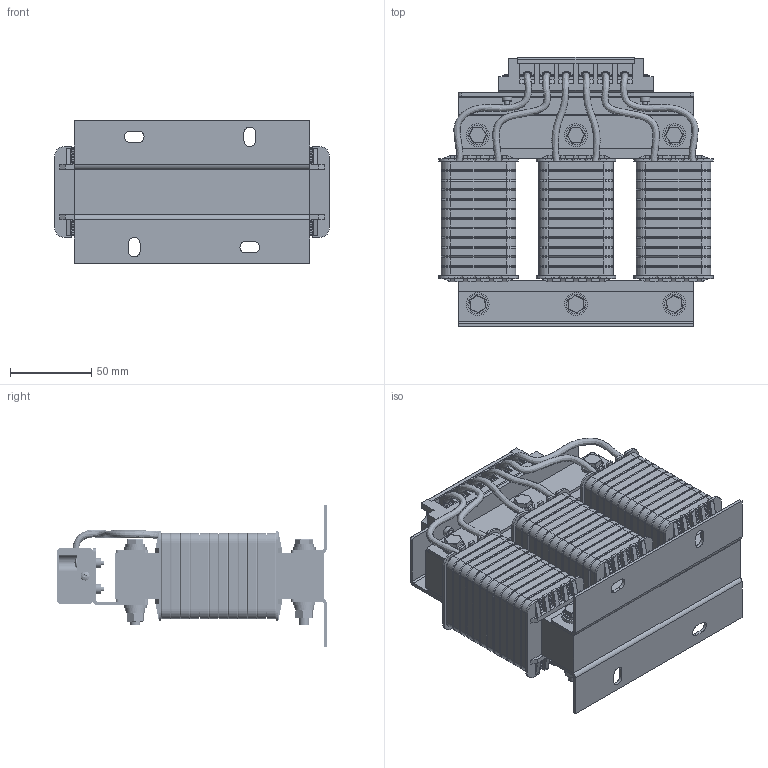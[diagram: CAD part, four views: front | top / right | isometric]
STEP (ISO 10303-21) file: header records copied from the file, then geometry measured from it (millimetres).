
FILE_DESCRIPTION (( 'STEP AP214' ), '1' );
FILE_NAME ('3D ������ ���-025-�.STEP', '2021-10-27T10:41:24', ( '' ), ( '' ), 'SwSTEP 2.0', 'SolidWorks 2015', '' );
FILE_SCHEMA (( 'AUTOMOTIVE_DESIGN' ));
Length unit declared in the file: millimetre
Products named in the file (29): ��⠫�1^3D ������ ���-025-�; 癌ｮｭ鞣･ｩｭ 罐ｫｮ｢ｮｩ_00; 刈粤隱 ｢ 癸ｮ爭_00; 娻腓獱 ガ_00; ‚¨­â Œ3å16 DIN 7985_; ��ઠ�쭮 ��ࠧ��섥⠫�2^3D ������ ���-025-�; 3D ������ ���-025-�; ‚¨­â Œ3å10 DIN 7985_; ƒ ©ª  Œ6 DIN 934_?ÿcòÿ ?6 DIN 934; 彨犪猕瓲_00; ˜ ©¡  6 DIN 125_?ÿcöÿ 6 DIN 125; 姭ガ瑺 瓲颻00; ��ઠ�쭮 ��ࠧ��섥⠫�1^3D ������ ���-025-�; Šà®­èâ¥©­ ¤«ï ª«¥¬¬ë_00; 則爨･遲ｨｪ_00; ˜ ©¡  ¯« áâ¨ª®¢ ï_00; ‚¨­â Œ2,5å5 DIN 7985_; ����⨭� � ��ન஢���_00; 埀镡_00; 庒 ガ_00; ˜ ©¡  ¯àã¦¨­­ ï 6 DIN 127_?ÿcöÿ ô £³ð--ÿ¯ 6 DIN 127; ��⠫�3^3D ������ ���-025-�; 姞忏瑾燺00; ��ઠ�쭮 ��ࠧ��섥⠫�3^3D ������ ���-025-�; 将ｮ鬆､ｪ ｯｮ､ ｢ｨｭ秬00; ��⠫�2^3D ������ ���-025-�; ƒ ©ª  Œ3 DIN 934_?ÿcòÿ ?3 DIN 934; ­ ª®­¥ç­¨ª ¤«ï ¢ë¢®¤®¢_00; ‚¨­â Œ5å50_00
Assembly tree (98 placements, depth 3):
  3D ������ ���-025-�
    則爨･遲ｨｪ_00
    刈粤隱 ｢ 癸ｮ爭_00  x3
      姞忏瑾燺00
      埀镡_00
    癌ｮｭ鞣･ｩｭ 罐ｫｮ｢ｮｩ_00  x2
    彨犪猕瓲_00  x2
    ˜ ©¡  ¯« áâ¨ª®¢ ï_00  x12
    ‚¨­â Œ5å50_00  x6
    Šà®­èâ¥©­ ¤«ï ª«¥¬¬ë_00
    ˜ ©¡  6 DIN 125_?ÿcöÿ 6 DIN 125  x12
    ˜ ©¡  ¯àã¦¨­­ ï 6 DIN 127_?ÿcöÿ ô £³ð--ÿ¯ 6 DIN 127  x6
    ƒ ©ª  Œ6 DIN 934_?ÿcòÿ ?6 DIN 934  x6
    姭ガ瑺 瓲颻00
      庒 ガ_00
      ƒ ©ª  Œ3 DIN 934_?ÿcòÿ ?3 DIN 934
      ‚¨­â Œ3å10 DIN 7985_
      娻腓獱 ガ_00
      ����⨭� � ��ન஢���_00
      将ｮ鬆､ｪ ｯｮ､ ｢ｨｭ秬00  x12
      ‚¨­â Œ2,5å5 DIN 7985_  x12
    ‚¨­â Œ3å16 DIN 7985_  x2
    ­ ª®­¥ç­¨ª ¤«ï ¢ë¢®¤®¢_00  x6
    ��⠫�1^3D ������ ���-025-�
    ��⠫�2^3D ������ ���-025-�
    ��⠫�3^3D ������ ���-025-�
    ��ઠ�쭮 ��ࠧ��섥⠫�1^3D ������ ���-025-�
    ��ઠ�쭮 ��ࠧ��섥⠫�2^3D ������ ���-025-�
    ��ઠ�쭮 ��ࠧ��섥⠫�3^3D ������ ���-025-�
Bounding box: 169 x 166.05 x 88 mm (x, y, z)
Volume: 877178.5 mm3; surface area: 307550.6 mm2
Topology: 148 solids, 148 shells, 4452 faces, 10681 edges, 6556 vertices
Faces by surface type: plane 2183, cylinder 1463, torus 475, cone 233, bspline 83, sphere 15
Full cylindrical faces by diameter (mm): 1 x240, 2 x12, 2.5 x13, 3 x11, 3.5 x5, 5 x18, 5.5 x6, 5.6 x3, 6 x16, 6.4 x12, 6.5 x27, 12 x12, 14 x12
Entity records: 51177 total; most frequent: CARTESIAN_POINT 13565, DIRECTION 6708, ORIENTED_EDGE 6486, EDGE_CURVE 3243, AXIS2_PLACEMENT_3D 2358, VERTEX_POINT 2123, LINE 1992, VECTOR 1992
